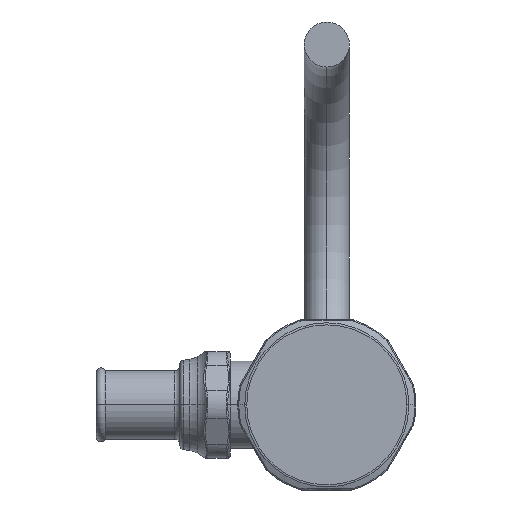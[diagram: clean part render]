
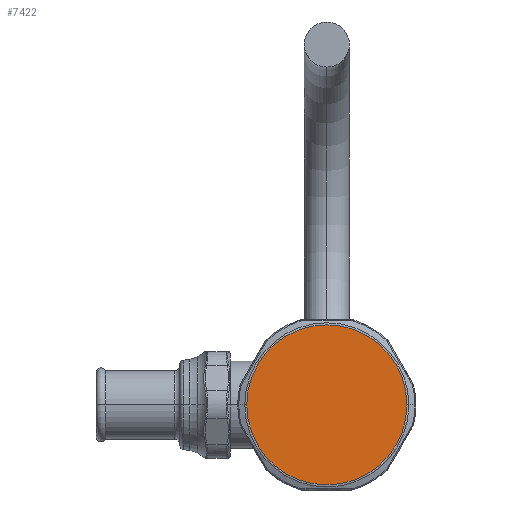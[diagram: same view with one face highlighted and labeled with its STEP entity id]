
A CAD part, front view. The second image highlights one B-rep face of the part: STEP entity #7422.
In plain terms, the highlighted planar face has unit normal (0, -1, 0).
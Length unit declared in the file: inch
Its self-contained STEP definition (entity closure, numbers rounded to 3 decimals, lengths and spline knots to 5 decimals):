
#915=CARTESIAN_POINT('',(0.,0.,0.));
#916=DIRECTION('',(0.,-1.,0.));
#917=DIRECTION('',(-1.,0.,0.));
#918=AXIS2_PLACEMENT_3D('',#915,#916,#917);
#925=CARTESIAN_POINT('',(0.,0.,0.));
#926=DIRECTION('',(0.,-1.,0.));
#927=DIRECTION('',(1.,0.,0.));
#928=AXIS2_PLACEMENT_3D('',#925,#926,#927);
#4964=CARTESIAN_POINT('',(-0.88864,0.,0.));
#4965=CARTESIAN_POINT('',(0.88864,0.,0.));
#4966=VERTEX_POINT('',#4964);
#4967=VERTEX_POINT('',#4965);
#7412=CARTESIAN_POINT('',(0.,0.,0.));
#7413=DIRECTION('',(0.,-1.,0.));
#7414=DIRECTION('',(-1.,0.,0.));
#7415=AXIS2_PLACEMENT_3D('',#7412,#7413,#7414);
#7416=PLANE('',#7415);
#7417=ORIENTED_EDGE('',*,*,#7402,.F.);
#7419=ORIENTED_EDGE('',*,*,#7418,.F.);
#7420=EDGE_LOOP('',(#7417,#7419));
#7421=FACE_OUTER_BOUND('',#7420,.F.);
#7422=ADVANCED_FACE('',(#7421),#7416,.T.);
#919=CIRCLE('',#918,0.88864);
#929=CIRCLE('',#928,0.88864);
#7402=EDGE_CURVE('',#4966,#4967,#919,.T.);
#7418=EDGE_CURVE('',#4967,#4966,#929,.T.);
